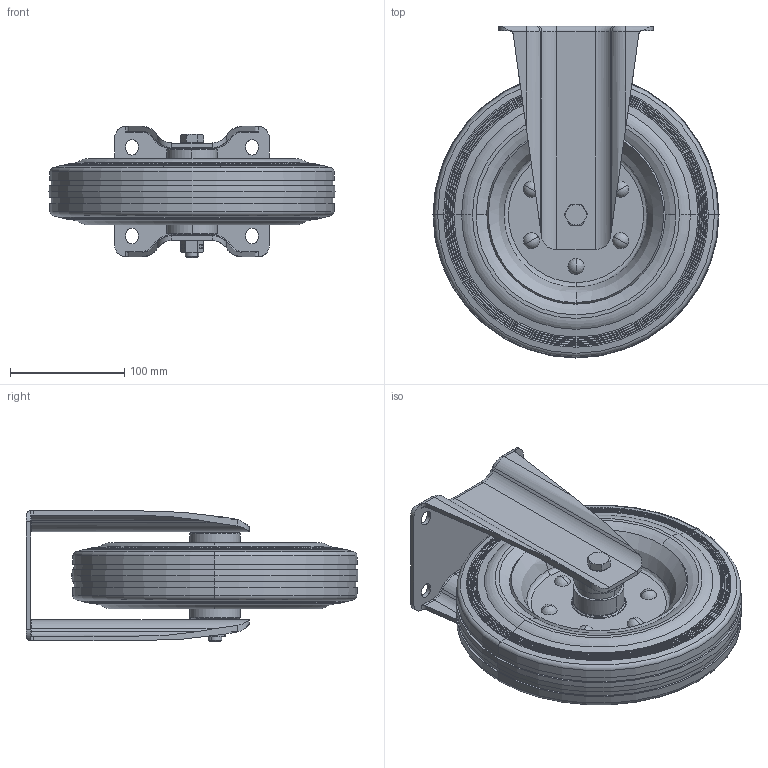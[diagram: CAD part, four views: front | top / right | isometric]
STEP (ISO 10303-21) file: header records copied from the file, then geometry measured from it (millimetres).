
FILE_DESCRIPTION (( 'STEP AP214' ), '1' );
FILE_NAME ('0030228_B-IK-SGS-250-R-EC.STEP', '2016-06-02T13:10:22', ( '' ), ( '' ), 'SwSTEP 2.0', 'SolidWorks 2016', '' );
FILE_SCHEMA (( 'AUTOMOTIVE_DESIGN' ));
Length unit declared in the file: millimetre
Products named in the file (1): 0030228_B-IK-SGS-250-R-EC
Bounding box: 250 x 290 x 114.5 mm (x, y, z)
Surface area: 323640 mm2 (no closed solid volume)
Topology: 0 solids, 34 shells, 415 faces, 1156 edges, 756 vertices
Faces by surface type: plane 131, bspline 118, cylinder 76, cone 60, torus 30
Entity records: 29912 total; most frequent: CARTESIAN_POINT 15720, ORIENTED_EDGE 2046, DIRECTION 1662, EDGE_CURVE 1132, VERTEX_POINT 756, AXIS2_PLACEMENT_3D 604, EDGE_LOOP 466, VECTOR 454
